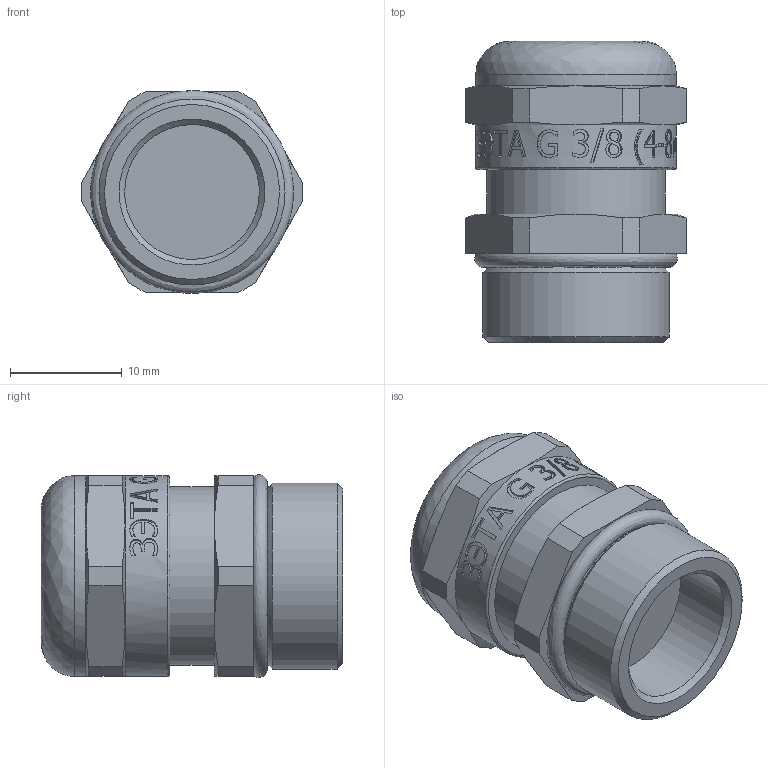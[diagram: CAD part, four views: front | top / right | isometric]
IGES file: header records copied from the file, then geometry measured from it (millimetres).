
Global section: file name: 2 КВ-G 3_8 (4-8мм); native system: Autodesk Inventor 2015; preprocessor: unknown; author: zeta-23; date: 20161028.210549; units: millimetre
Bounding box: 19.78 x 27 x 18.17 mm (x, y, z)
Volume: 5707.2 mm3; surface area: 2408.4 mm2
Topology: 1 solids, 1 shells, 303 faces, 824 edges, 548 vertices
Faces by surface type: bspline 303
